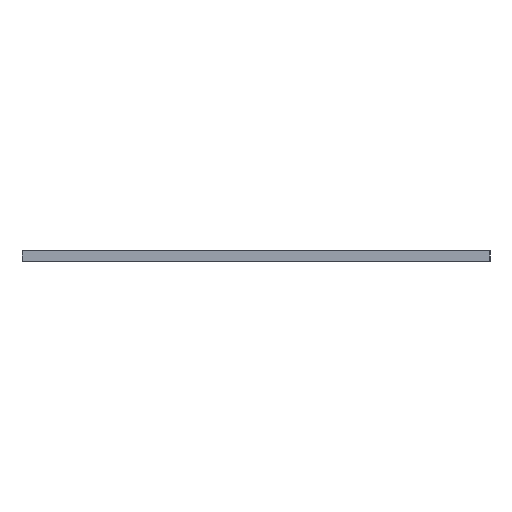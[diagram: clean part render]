
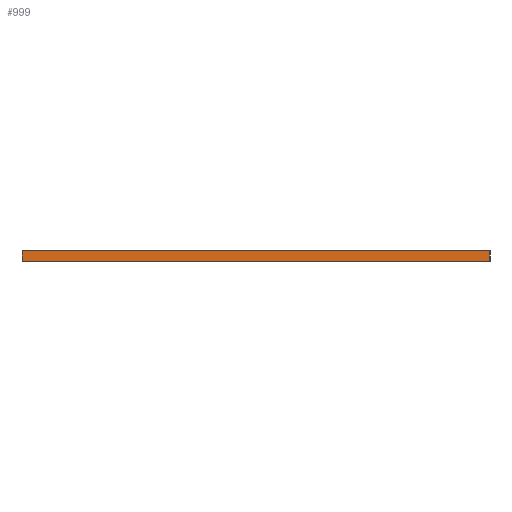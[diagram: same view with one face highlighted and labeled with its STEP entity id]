
A CAD part, left-side view. The second image highlights one B-rep face of the part: STEP entity #999.
In plain terms, the highlighted planar face has unit normal (-1, 0, 0).
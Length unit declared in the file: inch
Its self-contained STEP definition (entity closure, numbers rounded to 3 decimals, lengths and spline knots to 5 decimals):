
#295 = VECTOR ( 'NONE', #11141, 39.37008 ) ;
#803 = VECTOR ( 'NONE', #24687, 39.37008 ) ;
#999 = ADVANCED_FACE ( 'NONE', ( #1541 ), #19977, .F. ) ;
#1111 = ORIENTED_EDGE ( 'NONE', *, *, #20733, .T. ) ;
#1541 = FACE_OUTER_BOUND ( 'NONE', #27731, .T. ) ;
#2913 = CARTESIAN_POINT ( 'NONE',  ( 0., 0., 0. ) ) ;
#3223 = VERTEX_POINT ( 'NONE', #2913 ) ;
#3327 = AXIS2_PLACEMENT_3D ( 'NONE', #24501, #29021, #15579 ) ;
#5840 = DIRECTION ( 'NONE',  ( 0., -1., 0. ) ) ;
#6045 = LINE ( 'NONE', #18806, #16608 ) ;
#6075 = ORIENTED_EDGE ( 'NONE', *, *, #18739, .F. ) ;
#6134 = VECTOR ( 'NONE', #5840, 39.37008 ) ;
#9894 = DIRECTION ( 'NONE',  ( 0., 0., -1. ) ) ;
#10485 = VERTEX_POINT ( 'NONE', #16420 ) ;
#11141 = DIRECTION ( 'NONE',  ( 0., -1., 0. ) ) ;
#12254 = ORIENTED_EDGE ( 'NONE', *, *, #22274, .T. ) ;
#14227 = CARTESIAN_POINT ( 'NONE',  ( 0., 4., 0. ) ) ;
#14286 = ORIENTED_EDGE ( 'NONE', *, *, #16100, .F. ) ;
#15579 = DIRECTION ( 'NONE',  ( 0., 0., -1. ) ) ;
#16100 = EDGE_CURVE ( 'NONE', #21267, #3223, #18015, .T. ) ;
#16420 = CARTESIAN_POINT ( 'NONE',  ( 0., 4., 0.093 ) ) ;
#16608 = VECTOR ( 'NONE', #9894, 39.37008 ) ;
#18015 = LINE ( 'NONE', #18051, #803 ) ;
#18051 = CARTESIAN_POINT ( 'NONE',  ( 0., 0., 0.093 ) ) ;
#18739 = EDGE_CURVE ( 'NONE', #10485, #21267, #22764, .T. ) ;
#18806 = CARTESIAN_POINT ( 'NONE',  ( 0., 4., 0.093 ) ) ;
#19977 = PLANE ( 'NONE',  #3327 ) ;
#20733 = EDGE_CURVE ( 'NONE', #26371, #3223, #28608, .T. ) ;
#21267 = VERTEX_POINT ( 'NONE', #23557 ) ;
#22274 = EDGE_CURVE ( 'NONE', #10485, #26371, #6045, .T. ) ;
#22764 = LINE ( 'NONE', #24567, #295 ) ;
#23557 = CARTESIAN_POINT ( 'NONE',  ( 0., 0., 0.093 ) ) ;
#24501 = CARTESIAN_POINT ( 'NONE',  ( 0., 4., 0.093 ) ) ;
#24567 = CARTESIAN_POINT ( 'NONE',  ( 0., 4., 0.093 ) ) ;
#24687 = DIRECTION ( 'NONE',  ( 0., 0., -1. ) ) ;
#26371 = VERTEX_POINT ( 'NONE', #14227 ) ;
#27731 = EDGE_LOOP ( 'NONE', ( #1111, #14286, #6075, #12254 ) ) ;
#28312 = CARTESIAN_POINT ( 'NONE',  ( 0., 4., 0. ) ) ;
#28608 = LINE ( 'NONE', #28312, #6134 ) ;
#29021 = DIRECTION ( 'NONE',  ( 1., 0., 0. ) ) ;
